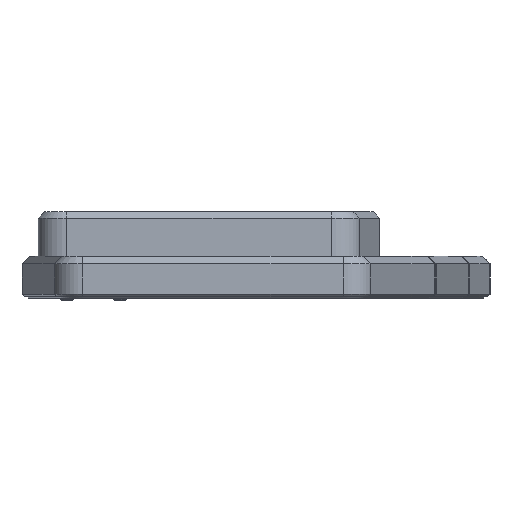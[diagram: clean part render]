
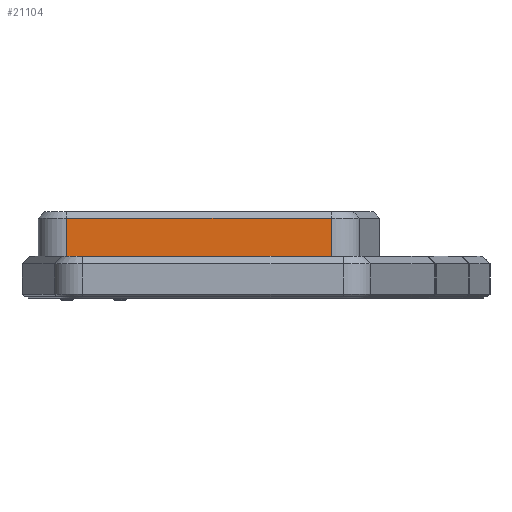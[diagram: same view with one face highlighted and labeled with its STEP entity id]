
A CAD part, left-side view. The second image highlights one B-rep face of the part: STEP entity #21104.
In plain terms, the highlighted planar face has unit normal (-1, 0, 0).
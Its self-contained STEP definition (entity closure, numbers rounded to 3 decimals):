
#18953=CARTESIAN_POINT('',(-24.955,-53.516,4.));
#18954=VERTEX_POINT('',#18953);
#18962=CARTESIAN_POINT('',(-24.955,-3.822,4.));
#18963=VERTEX_POINT('',#18962);
#18964=CARTESIAN_POINT('',(-24.955,-3.822,4.));
#18965=DIRECTION('',(0.,-1.,0.));
#18966=VECTOR('',#18965,49.694);
#18967=LINE('',#18964,#18966);
#18968=EDGE_CURVE('',#18963,#18954,#18967,.T.);
#21011=CARTESIAN_POINT('',(-24.955,-53.516,11.15));
#21012=VERTEX_POINT('',#21011);
#21036=CARTESIAN_POINT('',(-24.955,-3.822,11.15));
#21037=VERTEX_POINT('',#21036);
#21044=CARTESIAN_POINT('',(-24.955,-53.516,11.15));
#21045=DIRECTION('',(0.,1.,0.));
#21046=VECTOR('',#21045,49.694);
#21047=LINE('',#21044,#21046);
#21048=EDGE_CURVE('',#21012,#21037,#21047,.T.);
#21078=CARTESIAN_POINT('',(-24.955,-3.822,4.));
#21079=DIRECTION('',(0.,0.,1.));
#21080=VECTOR('',#21079,7.15);
#21081=LINE('',#21078,#21080);
#21082=EDGE_CURVE('',#18963,#21037,#21081,.T.);
#21088=CARTESIAN_POINT('',(-24.955,-13.526,2.846));
#21089=DIRECTION('',(1.,0.,0.));
#21090=DIRECTION('',(0.,0.,-1.));
#21091=AXIS2_PLACEMENT_3D('',#21088,#21089,#21090);
#21092=PLANE('',#21091);
#21093=ORIENTED_EDGE('',*,*,#21048,.T.);
#21094=ORIENTED_EDGE('',*,*,#21082,.F.);
#21095=ORIENTED_EDGE('',*,*,#18968,.T.);
#21096=CARTESIAN_POINT('',(-24.955,-53.516,4.));
#21097=DIRECTION('',(0.,0.,1.));
#21098=VECTOR('',#21097,7.15);
#21099=LINE('',#21096,#21098);
#21100=EDGE_CURVE('',#18954,#21012,#21099,.T.);
#21101=ORIENTED_EDGE('',*,*,#21100,.T.);
#21102=EDGE_LOOP('',(#21093,#21094,#21095,#21101));
#21103=FACE_BOUND('',#21102,.T.);
#21104=ADVANCED_FACE('',(#21103),#21092,.F.);
